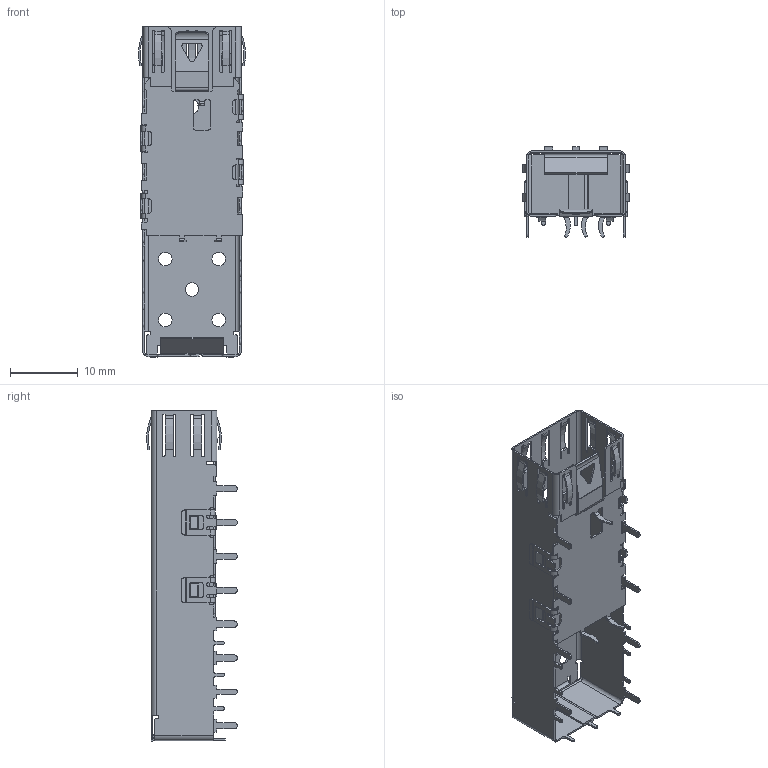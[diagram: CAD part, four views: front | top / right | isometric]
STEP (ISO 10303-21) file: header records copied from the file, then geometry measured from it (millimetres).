
FILE_DESCRIPTION (( 'STEP AP214' ), '1' );
FILE_NAME ('SFP.STEP', '2017-10-31T16:24:08', ( '' ), ( '' ), 'SwSTEP 2.0', 'SolidWorks 2017', '' );
FILE_SCHEMA (( 'AUTOMOTIVE_DESIGN' ));
Length unit declared in the file: millimetre
Products named in the file (1): SFP
Bounding box: 15.8 x 13.36 x 48.8 mm (x, y, z)
Volume: 544.4 mm3; surface area: 4465.2 mm2
Topology: 3 solids, 3 shells, 815 faces, 2482 edges, 1642 vertices
Faces by surface type: plane 464, cylinder 351
Entity records: 37083 total; most frequent: CARTESIAN_POINT 5025, ORIENTED_EDGE 4964, DIRECTION 4796, EDGE_CURVE 2482, VECTOR 1766, LINE 1766, VERTEX_POINT 1642, AXIS2_PLACEMENT_3D 1515
